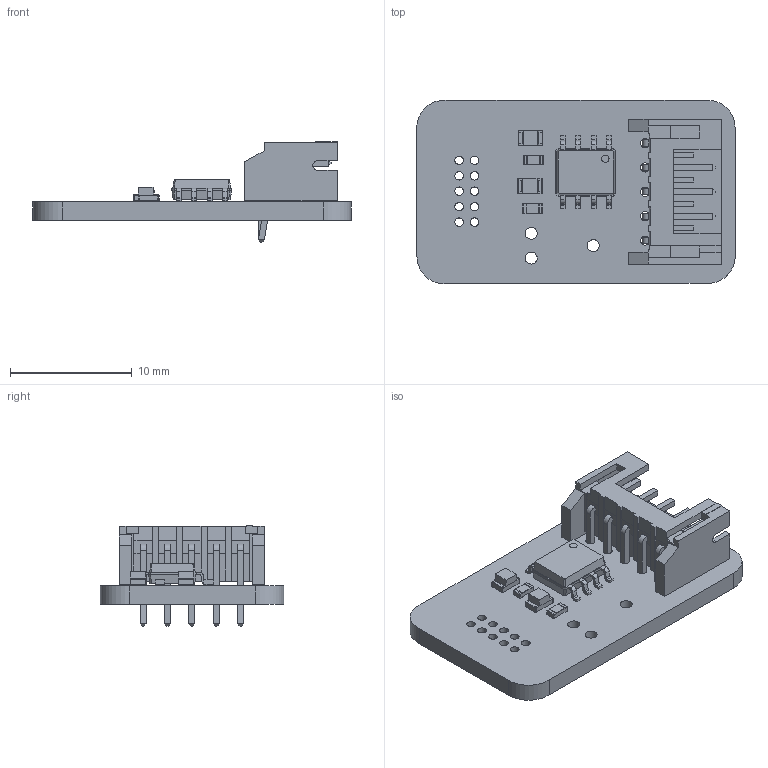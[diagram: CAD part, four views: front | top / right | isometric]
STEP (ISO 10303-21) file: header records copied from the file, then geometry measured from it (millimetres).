
FILE_DESCRIPTION(('KiCad electronic assembly'),'2;1');
FILE_NAME('NewHallSensor_Small.step','2025-10-31T15:38:30',('Pcbnew'),( 'Kicad'),'Open CASCADE STEP processor 7.9','KiCad to STEP converter' ,'Unknown');
FILE_SCHEMA(('AUTOMOTIVE_DESIGN { 1 0 10303 214 1 1 1 1 }'));
Length unit declared in the file: millimetre
Products named in the file (6): NewHallSensor_Small 1; R_0603_1608Metric; SOIC-8_3.9x4.9mm_P1.27mm; LED_0805_2012Metric; JST_PH_S5B-PH-K_1x05_P2.00mm_Horizontal; NewHallSensor_Small_PCB
Assembly tree (7 placements, depth 2):
  NewHallSensor_Small 1
    R_0603_1608Metric  x2
    SOIC-8_3.9x4.9mm_P1.27mm
    LED_0805_2012Metric  x2
    JST_PH_S5B-PH-K_1x05_P2.00mm_Horizontal
    NewHallSensor_Small_PCB
Bounding box: 26.1 x 15.04 x 8.25 mm (x, y, z)
Volume: 776.1 mm3; surface area: 1571.5 mm2
Topology: 7 solids, 7 shells, 538 faces, 1446 edges, 931 vertices
Faces by surface type: plane 424, cylinder 98, bspline 16
Full cylindrical faces by diameter (mm): 0.7 x10, 0.75 x5, 0.991 x3
Entity records: 17699 total; most frequent: CARTESIAN_POINT 2588, ORIENTED_EDGE 2489, DIRECTION 2294, EDGE_CURVE 1245, LINE 1056, VECTOR 1056, VERTEX_POINT 801, AXIS2_PLACEMENT_3D 619
